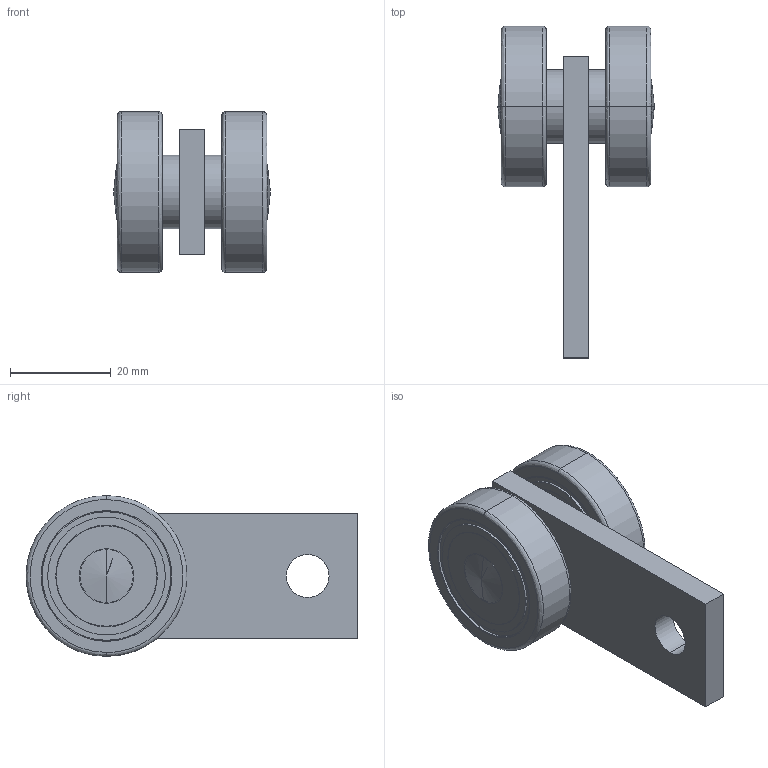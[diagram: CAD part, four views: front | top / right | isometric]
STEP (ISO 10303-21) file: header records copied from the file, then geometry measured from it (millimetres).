
FILE_DESCRIPTION (( 'STEP AP214' ), '1' );
FILE_NAME ('0020718.step', '2022-09-01T11:43:09', ( '' ), ( '' ), 'SwSTEP 2.0', 'SolidWorks 2020', '' );
FILE_SCHEMA (( 'AUTOMOTIVE_DESIGN' ));
Length unit declared in the file: millimetre
Products named in the file (1): 0020718
Bounding box: 31.2 x 66 x 32 mm (x, y, z)
Volume: 21023.6 mm3; surface area: 16918.4 mm2
Topology: 12 solids, 12 shells, 155 faces, 318 edges, 194 vertices
Faces by surface type: cylinder 74, plane 37, bspline 28, cone 16
Entity records: 4593 total; most frequent: CARTESIAN_POINT 1108, DIRECTION 766, ORIENTED_EDGE 628, AXIS2_PLACEMENT_3D 332, EDGE_CURVE 314, CIRCLE 204, VERTEX_POINT 194, EDGE_LOOP 190
